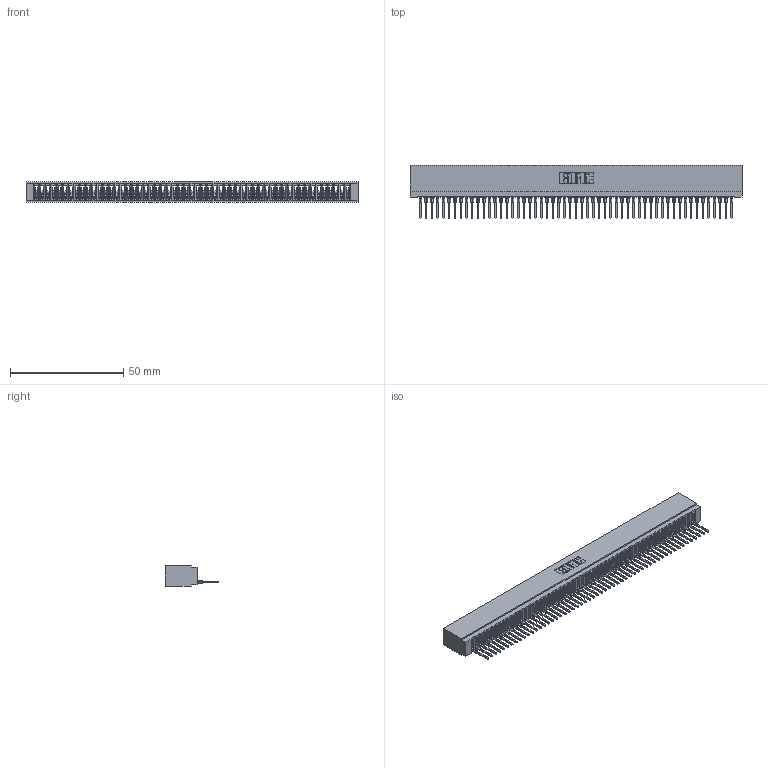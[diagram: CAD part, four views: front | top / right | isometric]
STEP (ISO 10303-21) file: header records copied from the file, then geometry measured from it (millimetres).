
FILE_DESCRIPTION (( 'STEP AP203' ), '1' );
FILE_NAME ('725-055-522-101.STEP', '2026-03-05T23:44:20', ( '' ), ( '' ), 'SwSTEP 2.0', 'SolidWorks 2023', '' );
FILE_SCHEMA (( 'CONFIG_CONTROL_DESIGN' ));
Length unit declared in the file: millimetre
Products named in the file (3): 745-292-001_522; 725-055-522-101; 725 Part_Insulator Option - 01
Assembly tree (56 placements, depth 2):
  725-055-522-101
    725 Part_Insulator Option - 01
    745-292-001_522  x55
Bounding box: 146.3 x 23.51 x 8.89 mm (x, y, z)
Volume: 11056 mm3; surface area: 21658.7 mm2
Topology: 56 solids, 56 shells, 6255 faces, 17194 edges, 10838 vertices
Faces by surface type: plane 3740, bspline 1100, cylinder 1085, torus 330
Entity records: 89023 total; most frequent: CARTESIAN_POINT 16188, ORIENTED_EDGE 15704, DIRECTION 13600, EDGE_CURVE 7852, VECTOR 7340, LINE 7340, VERTEX_POINT 5006, AXIS2_PLACEMENT_3D 3130
